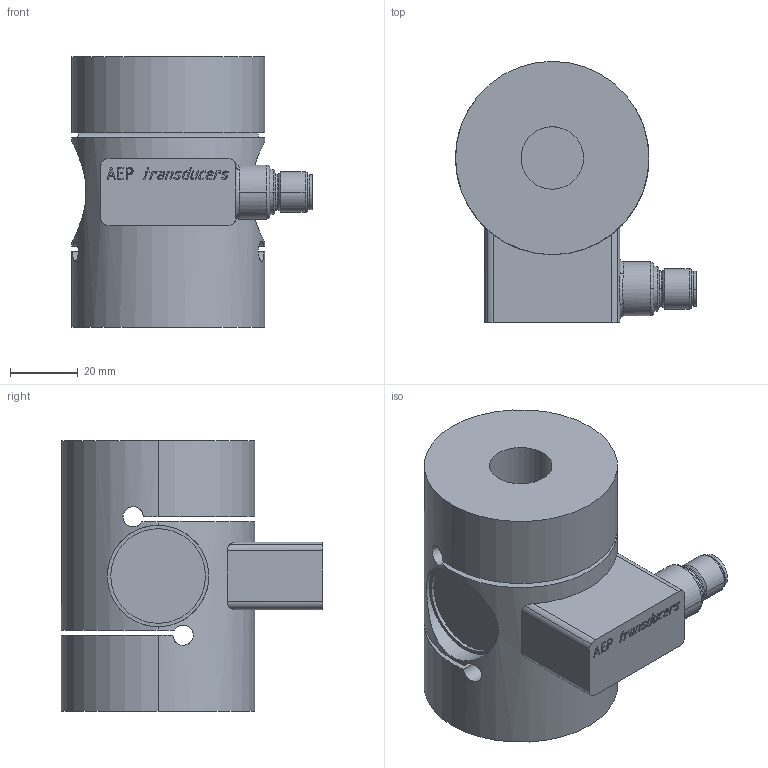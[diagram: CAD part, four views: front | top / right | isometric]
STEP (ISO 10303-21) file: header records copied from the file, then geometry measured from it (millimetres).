
FILE_DESCRIPTION(('STEP AP214'),'1');
FILE_NAME('TCE-AMP_57.stp','2015-05-19T15:24:44',(' '),(' '),'Spatial InterOp 3D',' ',' ');
FILE_SCHEMA(('automotive_design'));
Length unit declared in the file: metre
Products named in the file (1): Box
Bounding box: 71.24 x 77.29 x 80.03 mm (x, y, z)
Volume: 200325.3 mm3; surface area: 36210.7 mm2
Topology: 1 solids, 3 shells, 393 faces, 1028 edges, 680 vertices
Faces by surface type: plane 166, extrusion 106, cylinder 93, torus 20, cone 6, bspline 2
Entity records: 16707 total; most frequent: CARTESIAN_POINT 4144, ORIENTED_EDGE 2048, DIRECTION 1682, EDGE_CURVE 1024, VERTEX_POINT 680, VECTOR 638, LINE 532, AXIS2_PLACEMENT_3D 522
